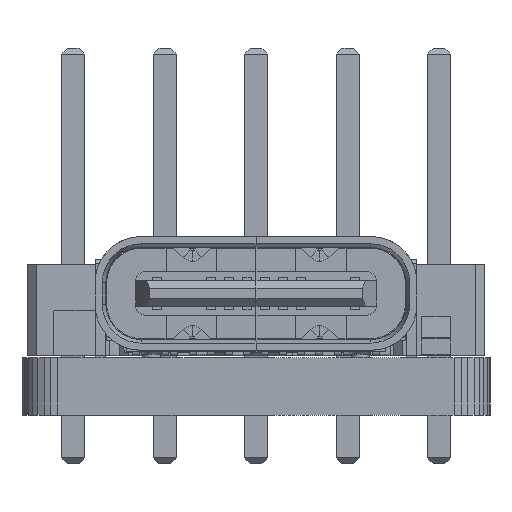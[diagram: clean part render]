
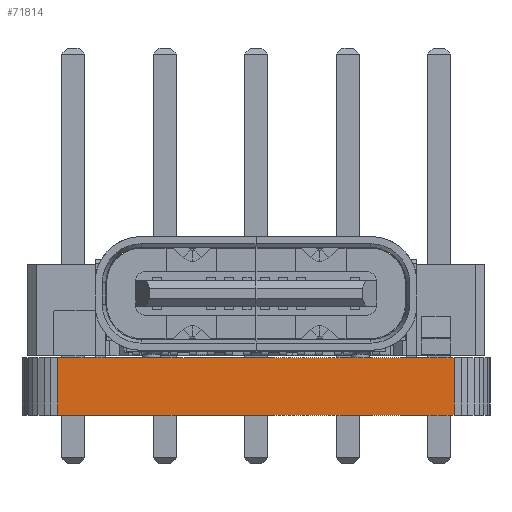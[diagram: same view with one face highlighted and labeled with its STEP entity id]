
A CAD part, left-side view. The second image highlights one B-rep face of the part: STEP entity #71814.
In plain terms, the highlighted planar face has unit normal (-1, 0, 0).
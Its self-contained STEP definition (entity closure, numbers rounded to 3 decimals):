
#65039 = PLANE('',#65040);
#65040 = AXIS2_PLACEMENT_3D('',#65041,#65042,#65043);
#65041 = CARTESIAN_POINT('',(0.,0.,1.6)
  );
#65042 = DIRECTION('',(-0.,-0.,-1.));
#65043 = DIRECTION('',(-1.,0.,0.));
#65093 = PLANE('',#65094);
#65094 = AXIS2_PLACEMENT_3D('',#65095,#65096,#65097);
#65095 = CARTESIAN_POINT('',(0.,0.,0.)
  );
#65096 = DIRECTION('',(-0.,-0.,-1.));
#65097 = DIRECTION('',(-1.,0.,0.));
#65874 = VERTEX_POINT('',#65875);
#65875 = CARTESIAN_POINT('',(-12.5,-5.5,0.));
#65889 = PLANE('',#65890);
#65890 = AXIS2_PLACEMENT_3D('',#65891,#65892,#65893);
#65891 = CARTESIAN_POINT('',(-12.481,-5.695,0.));
#65892 = DIRECTION('',(-0.995,-0.098,0.));
#65893 = DIRECTION('',(-0.098,0.995,0.));
#65901 = EDGE_CURVE('',#65874,#65902,#65904,.T.);
#65902 = VERTEX_POINT('',#65903);
#65903 = CARTESIAN_POINT('',(-12.5,5.5,0.));
#65904 = SURFACE_CURVE('',#65905,(#65909,#65916),.PCURVE_S1.);
#65905 = LINE('',#65906,#65907);
#65906 = CARTESIAN_POINT('',(-12.5,-5.5,0.));
#65907 = VECTOR('',#65908,1.);
#65908 = DIRECTION('',(0.,1.,0.));
#65909 = PCURVE('',#65093,#65910);
#65910 = DEFINITIONAL_REPRESENTATION('',(#65911),#65915);
#65911 = LINE('',#65912,#65913);
#65912 = CARTESIAN_POINT('',(12.5,-5.5));
#65913 = VECTOR('',#65914,1.);
#65914 = DIRECTION('',(0.,1.));
#65915 = ( GEOMETRIC_REPRESENTATION_CONTEXT(2) 
PARAMETRIC_REPRESENTATION_CONTEXT() REPRESENTATION_CONTEXT('2D SPACE',''
  ) );
#65916 = PCURVE('',#65917,#65922);
#65917 = PLANE('',#65918);
#65918 = AXIS2_PLACEMENT_3D('',#65919,#65920,#65921);
#65919 = CARTESIAN_POINT('',(-12.5,-5.5,0.));
#65920 = DIRECTION('',(-1.,0.,0.));
#65921 = DIRECTION('',(0.,1.,0.));
#65922 = DEFINITIONAL_REPRESENTATION('',(#65923),#65927);
#65923 = LINE('',#65924,#65925);
#65924 = CARTESIAN_POINT('',(0.,0.));
#65925 = VECTOR('',#65926,1.);
#65926 = DIRECTION('',(1.,0.));
#65927 = ( GEOMETRIC_REPRESENTATION_CONTEXT(2) 
PARAMETRIC_REPRESENTATION_CONTEXT() REPRESENTATION_CONTEXT('2D SPACE',''
  ) );
#65945 = PLANE('',#65946);
#65946 = AXIS2_PLACEMENT_3D('',#65947,#65948,#65949);
#65947 = CARTESIAN_POINT('',(-12.5,5.5,0.));
#65948 = DIRECTION('',(-0.995,0.098,0.));
#65949 = DIRECTION('',(0.098,0.995,0.));
#69180 = VERTEX_POINT('',#69181);
#69181 = CARTESIAN_POINT('',(-12.5,-5.5,1.6));
#69202 = EDGE_CURVE('',#69180,#69203,#69205,.T.);
#69203 = VERTEX_POINT('',#69204);
#69204 = CARTESIAN_POINT('',(-12.5,5.5,1.6));
#69205 = SURFACE_CURVE('',#69206,(#69210,#69217),.PCURVE_S1.);
#69206 = LINE('',#69207,#69208);
#69207 = CARTESIAN_POINT('',(-12.5,-5.5,1.6));
#69208 = VECTOR('',#69209,1.);
#69209 = DIRECTION('',(0.,1.,0.));
#69210 = PCURVE('',#65039,#69211);
#69211 = DEFINITIONAL_REPRESENTATION('',(#69212),#69216);
#69212 = LINE('',#69213,#69214);
#69213 = CARTESIAN_POINT('',(12.5,-5.5));
#69214 = VECTOR('',#69215,1.);
#69215 = DIRECTION('',(0.,1.));
#69216 = ( GEOMETRIC_REPRESENTATION_CONTEXT(2) 
PARAMETRIC_REPRESENTATION_CONTEXT() REPRESENTATION_CONTEXT('2D SPACE',''
  ) );
#69217 = PCURVE('',#65917,#69218);
#69218 = DEFINITIONAL_REPRESENTATION('',(#69219),#69223);
#69219 = LINE('',#69220,#69221);
#69220 = CARTESIAN_POINT('',(0.,-1.6));
#69221 = VECTOR('',#69222,1.);
#69222 = DIRECTION('',(1.,0.));
#69223 = ( GEOMETRIC_REPRESENTATION_CONTEXT(2) 
PARAMETRIC_REPRESENTATION_CONTEXT() REPRESENTATION_CONTEXT('2D SPACE',''
  ) );
#71764 = EDGE_CURVE('',#65902,#69203,#71765,.T.);
#71765 = SURFACE_CURVE('',#71766,(#71770,#71777),.PCURVE_S1.);
#71766 = LINE('',#71767,#71768);
#71767 = CARTESIAN_POINT('',(-12.5,5.5,0.));
#71768 = VECTOR('',#71769,1.);
#71769 = DIRECTION('',(0.,0.,1.));
#71770 = PCURVE('',#65945,#71771);
#71771 = DEFINITIONAL_REPRESENTATION('',(#71772),#71776);
#71772 = LINE('',#71773,#71774);
#71773 = CARTESIAN_POINT('',(0.,0.));
#71774 = VECTOR('',#71775,1.);
#71775 = DIRECTION('',(0.,-1.));
#71776 = ( GEOMETRIC_REPRESENTATION_CONTEXT(2) 
PARAMETRIC_REPRESENTATION_CONTEXT() REPRESENTATION_CONTEXT('2D SPACE',''
  ) );
#71777 = PCURVE('',#65917,#71778);
#71778 = DEFINITIONAL_REPRESENTATION('',(#71779),#71783);
#71779 = LINE('',#71780,#71781);
#71780 = CARTESIAN_POINT('',(11.,0.));
#71781 = VECTOR('',#71782,1.);
#71782 = DIRECTION('',(0.,-1.));
#71783 = ( GEOMETRIC_REPRESENTATION_CONTEXT(2) 
PARAMETRIC_REPRESENTATION_CONTEXT() REPRESENTATION_CONTEXT('2D SPACE',''
  ) );
#71814 = ADVANCED_FACE('',(#71815),#65917,.T.);
#71815 = FACE_BOUND('',#71816,.T.);
#71816 = EDGE_LOOP('',(#71817,#71838,#71839,#71840));
#71817 = ORIENTED_EDGE('',*,*,#71818,.T.);
#71818 = EDGE_CURVE('',#65874,#69180,#71819,.T.);
#71819 = SURFACE_CURVE('',#71820,(#71824,#71831),.PCURVE_S1.);
#71820 = LINE('',#71821,#71822);
#71821 = CARTESIAN_POINT('',(-12.5,-5.5,0.));
#71822 = VECTOR('',#71823,1.);
#71823 = DIRECTION('',(0.,0.,1.));
#71824 = PCURVE('',#65917,#71825);
#71825 = DEFINITIONAL_REPRESENTATION('',(#71826),#71830);
#71826 = LINE('',#71827,#71828);
#71827 = CARTESIAN_POINT('',(0.,0.));
#71828 = VECTOR('',#71829,1.);
#71829 = DIRECTION('',(0.,-1.));
#71830 = ( GEOMETRIC_REPRESENTATION_CONTEXT(2) 
PARAMETRIC_REPRESENTATION_CONTEXT() REPRESENTATION_CONTEXT('2D SPACE',''
  ) );
#71831 = PCURVE('',#65889,#71832);
#71832 = DEFINITIONAL_REPRESENTATION('',(#71833),#71837);
#71833 = LINE('',#71834,#71835);
#71834 = CARTESIAN_POINT('',(0.196,0.));
#71835 = VECTOR('',#71836,1.);
#71836 = DIRECTION('',(0.,-1.));
#71837 = ( GEOMETRIC_REPRESENTATION_CONTEXT(2) 
PARAMETRIC_REPRESENTATION_CONTEXT() REPRESENTATION_CONTEXT('2D SPACE',''
  ) );
#71838 = ORIENTED_EDGE('',*,*,#69202,.T.);
#71839 = ORIENTED_EDGE('',*,*,#71764,.F.);
#71840 = ORIENTED_EDGE('',*,*,#65901,.F.);
